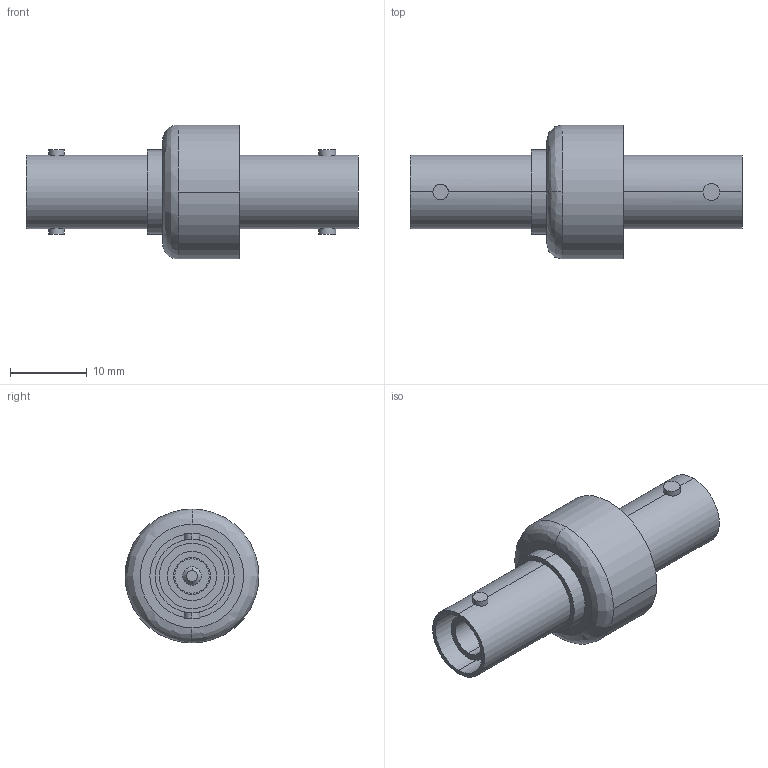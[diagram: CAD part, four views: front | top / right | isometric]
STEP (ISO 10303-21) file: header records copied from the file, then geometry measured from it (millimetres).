
FILE_DESCRIPTION (( 'STEP AP214' ), '1' );
FILE_NAME ('242-SHVD50.STEP', '2015-03-16T06:55:04', ( 'allectra' ), ( 'Microsoft' ), 'SwSTEP 2.0', 'SolidWorks 2014', '' );
FILE_SCHEMA (( 'AUTOMOTIVE_DESIGN' ));
Length unit declared in the file: millimetre
Products named in the file (1): 242-SHVD50
Bounding box: 43.36 x 17.5 x 17.5 mm (x, y, z)
Volume: 2546 mm3; surface area: 4850.2 mm2
Topology: 1 solids, 2 shells, 72 faces, 148 edges, 94 vertices
Faces by surface type: cylinder 42, plane 22, bspline 4, cone 4
Entity records: 2918 total; most frequent: CARTESIAN_POINT 523, DIRECTION 360, ORIENTED_EDGE 296, AXIS2_PLACEMENT_3D 155, EDGE_CURVE 148, VERTEX_POINT 94, EDGE_LOOP 88, CIRCLE 86
